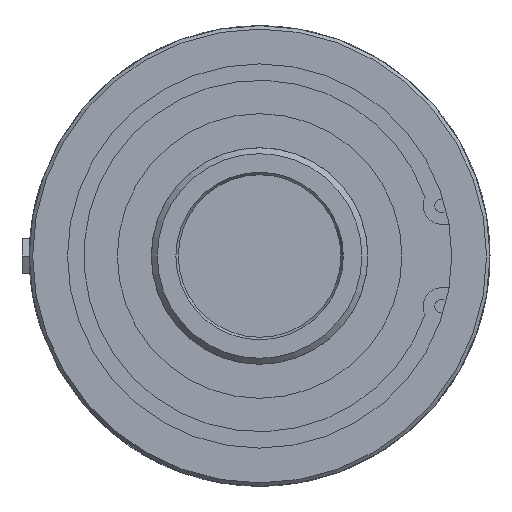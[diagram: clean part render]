
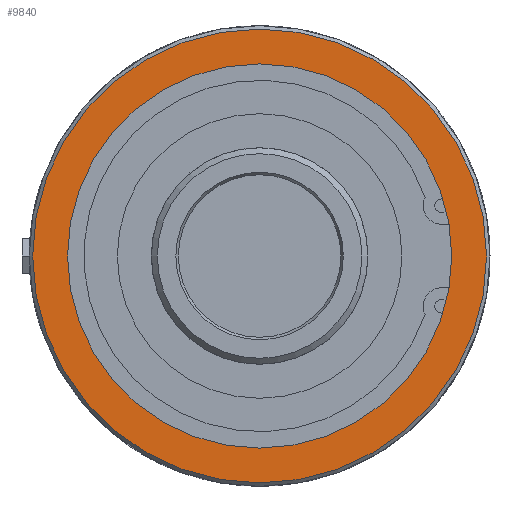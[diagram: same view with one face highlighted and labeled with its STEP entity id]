
A CAD part, left-side view. The second image highlights one B-rep face of the part: STEP entity #9840.
In plain terms, the highlighted planar face has unit normal (-1, 0, 0).
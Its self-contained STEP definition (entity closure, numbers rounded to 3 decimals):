
#462=PLANE('',#10634);
#519=FACE_BOUND('',#2094,.T.);
#1494=FACE_OUTER_BOUND('',#2093,.T.);
#2093=EDGE_LOOP('',(#8713));
#2094=EDGE_LOOP('',(#8714,#8715));
#2558=CIRCLE('',#10632,53.2);
#2559=CIRCLE('',#10635,45.035);
#2560=CIRCLE('',#10636,45.035);
#4550=VERTEX_POINT('',#64650);
#4551=VERTEX_POINT('',#64655);
#4552=VERTEX_POINT('',#64656);
#5958=EDGE_CURVE('',#4550,#4550,#2558,.T.);
#5959=EDGE_CURVE('',#4551,#4552,#2559,.T.);
#5960=EDGE_CURVE('',#4552,#4551,#2560,.T.);
#8713=ORIENTED_EDGE('',*,*,#5958,.F.);
#8714=ORIENTED_EDGE('',*,*,#5959,.T.);
#8715=ORIENTED_EDGE('',*,*,#5960,.T.);
#9840=ADVANCED_FACE('',(#1494,#519),#462,.F.);
#10632=AXIS2_PLACEMENT_3D('',#64652,#12640,#12641);
#10634=AXIS2_PLACEMENT_3D('',#64654,#12644,#12645);
#10635=AXIS2_PLACEMENT_3D('',#64657,#12646,#12647);
#10636=AXIS2_PLACEMENT_3D('',#64658,#12648,#12649);
#12640=DIRECTION('center_axis',(1.,0.,0.));
#12641=DIRECTION('ref_axis',(0.,-1.,0.));
#12644=DIRECTION('center_axis',(1.,0.,0.));
#12645=DIRECTION('ref_axis',(0.,0.,-1.));
#12646=DIRECTION('center_axis',(1.,0.,0.));
#12647=DIRECTION('ref_axis',(0.,1.,0.));
#12648=DIRECTION('center_axis',(1.,0.,0.));
#12649=DIRECTION('ref_axis',(0.,1.,0.));
#64650=CARTESIAN_POINT('',(2.,53.2,0.));
#64652=CARTESIAN_POINT('Origin',(2.,0.,0.));
#64654=CARTESIAN_POINT('Origin',(2.,27.,0.));
#64655=CARTESIAN_POINT('',(2.,45.035,0.));
#64656=CARTESIAN_POINT('',(2.,-45.035,0.));
#64657=CARTESIAN_POINT('Origin',(2.,0.,0.));
#64658=CARTESIAN_POINT('Origin',(2.,0.,0.));
